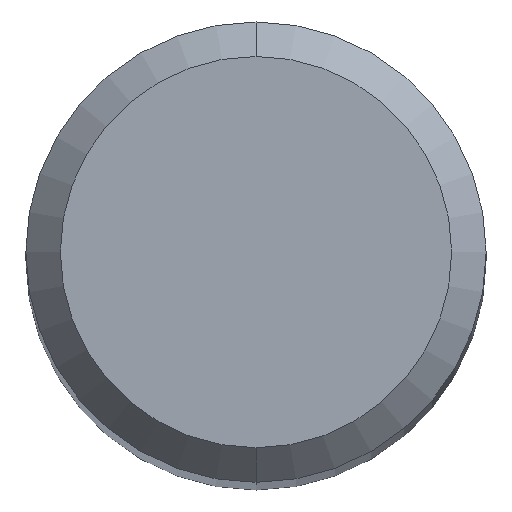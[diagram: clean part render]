
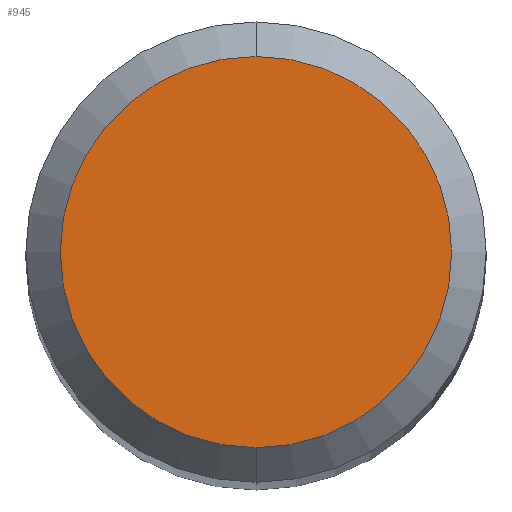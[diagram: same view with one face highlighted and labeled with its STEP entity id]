
A CAD part, top view. The second image highlights one B-rep face of the part: STEP entity #945.
In plain terms, the highlighted planar face has unit normal (0, 0, 1).
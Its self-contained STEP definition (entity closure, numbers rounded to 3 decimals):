
#389=VERTEX_POINT('',#1069);
#437=VERTEX_POINT('',#1121);
#649=EDGE_CURVE('',#389,#437,#1353,.T.);
#655=EDGE_CURVE('',#437,#389,#1359,.T.);
#945=ADVANCED_FACE('',(#1677),#1678,.T.);
#1069=CARTESIAN_POINT('',(0.0,1.7,0.0));
#1121=CARTESIAN_POINT('',(0.,-1.7,0.0));
#1353=CIRCLE('',#3304,1.7);
#1359=CIRCLE('',#3313,1.7);
#1677=FACE_OUTER_BOUND('',#4834,.T.);
#1678=PLANE('',#4835);
#3304=AXIS2_PLACEMENT_3D('',#5592,#5593,#5594);
#3313=AXIS2_PLACEMENT_3D('',#5596,#5597,#5598);
#4834=EDGE_LOOP('',(#5956,#5957));
#4835=AXIS2_PLACEMENT_3D('',#5958,#5959,#5960);
#5592=CARTESIAN_POINT('',(0.0,0.0,0.0));
#5593=DIRECTION('',(0.0,0.0,-1.0));
#5594=DIRECTION('',(0.0,1.0,0.0));
#5596=CARTESIAN_POINT('',(0.0,0.0,0.0));
#5597=DIRECTION('',(0.0,0.0,-1.0));
#5598=DIRECTION('',(0.0,1.0,0.0));
#5956=ORIENTED_EDGE('',*,*,#649,.F.);
#5957=ORIENTED_EDGE('',*,*,#655,.F.);
#5958=CARTESIAN_POINT('',(0.0,0.85,0.0));
#5959=DIRECTION('',(-0.0,0.0,1.0));
#5960=DIRECTION('',(0.0,-1.0,0.0));
